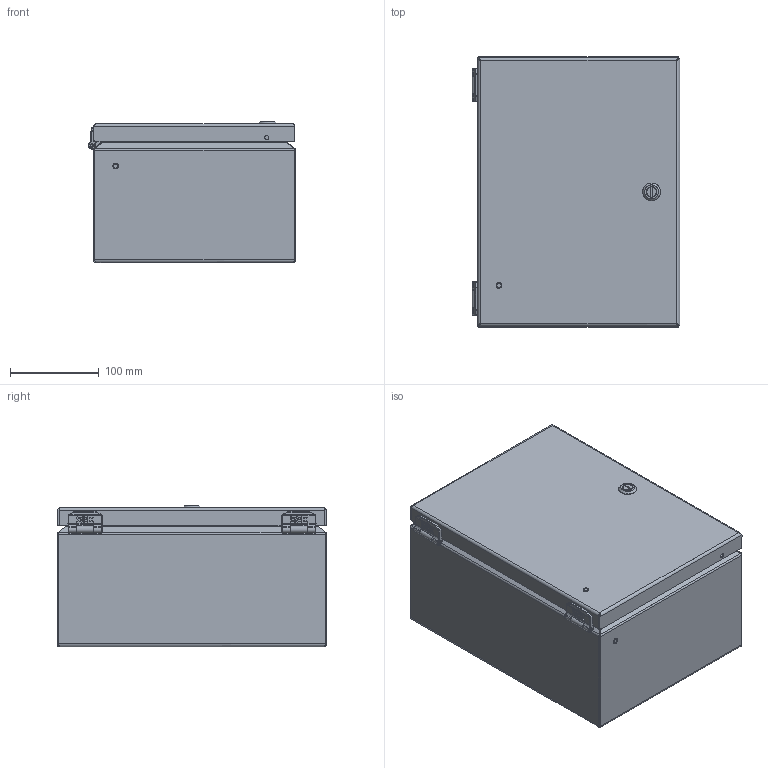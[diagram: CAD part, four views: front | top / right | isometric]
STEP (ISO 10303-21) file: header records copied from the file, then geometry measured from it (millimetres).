
FILE_DESCRIPTION (( 'STEP AP203' ), '1' );
FILE_NAME ('SCE-L9126ELJLG.step', '2021-02-09T22:23:04', ( 'ADC123' ), ( 'Microsoft' ), 'SwSTEP 2.0', 'SolidWorks 2019', '' );
FILE_SCHEMA (( 'CONFIG_CONTROL_DESIGN' ));
Products named in the file (1): SCE-L9126ELJLG
Bounding box: 234.18 x 304.9 x 159.92 mm (x, y, z)
Surface area: 801072.1 mm2 (no closed solid volume)
Topology: 0 solids, 36 shells, 2185 faces, 5666 edges, 3423 vertices
Faces by surface type: plane 915, bspline 626, cylinder 566, cone 74, torus 4
Full cylindrical faces by diameter (mm): 2.743 x2, 3.439 x2, 3.81 x2, 3.962 x2, 4.013 x6, 4.064 x2, 4.166 x2, 4.318 x2, 4.42 x4, 4.763 x2, 4.775 x6, 4.826 x5, 4.902 x2, 5.08 x1, 5.537 x2, 5.842 x2, 6.058 x1, 6.35 x8, 6.463 x1, 6.502 x2, 6.604 x2, 6.756 x2, 6.824 x1, 7.112 x4, 7.137 x4, 7.167 x1, 7.874 x1, 8.28 x1, 8.89 x1, 9.474 x4
Entity records: 115379 total; most frequent: CARTESIAN_POINT 70163, ORIENTED_EDGE 10280, DIRECTION 7259, EDGE_CURVE 5347, VERTEX_POINT 3374, AXIS2_PLACEMENT_3D 2578, EDGE_LOOP 2437, FACE_OUTER_BOUND 2289
